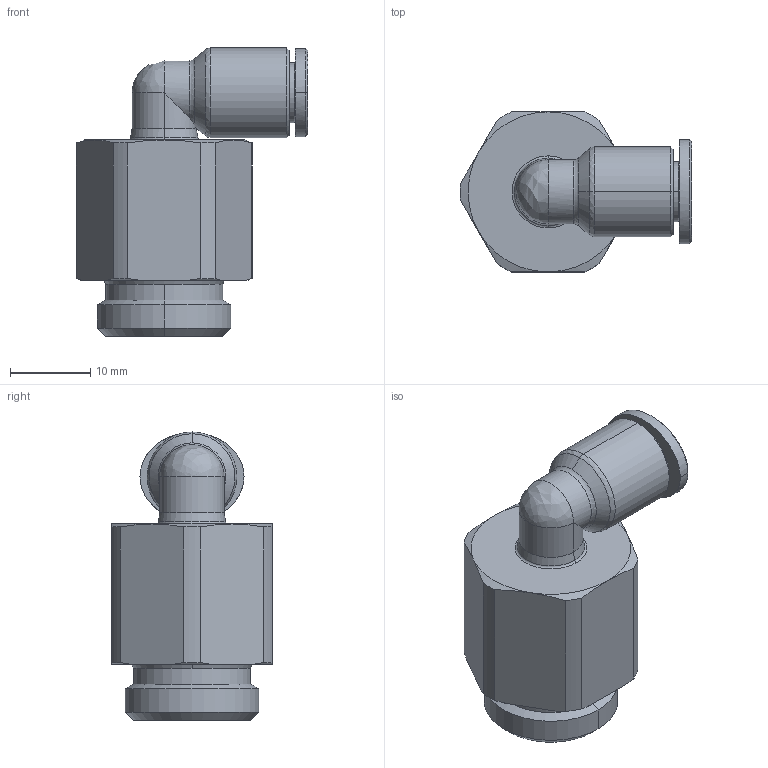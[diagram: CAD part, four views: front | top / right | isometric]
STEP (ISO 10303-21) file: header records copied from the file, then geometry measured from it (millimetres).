
FILE_DESCRIPTION (( 'STEP AP214' ), '1' );
FILE_NAME ('PLL06-G03.stp', '2015-09-11T13:35:49', ( '' ), ( '' ), 'SwSTEP 2.0', 'SolidWorks 2015', '' );
FILE_SCHEMA (( 'AUTOMOTIVE_DESIGN' ));
Length unit declared in the file: millimetre
Products named in the file (2): PLL06-G03; ｦ+ﾃｦ1
Assembly tree (1 placements, depth 2):
  PLL06-G03
    ｦ+ﾃｦ1
Bounding box: 28.94 x 20 x 36 mm (x, y, z)
Volume: 6678.8 mm3; surface area: 4157.1 mm2
Topology: 1 solids, 1 shells, 278 faces, 748 edges, 486 vertices
Faces by surface type: plane 178, bspline 35, cone 32, cylinder 30, torus 3
Entity records: 10569 total; most frequent: CARTESIAN_POINT 3152, ORIENTED_EDGE 1490, DIRECTION 1231, EDGE_CURVE 745, LINE 541, VECTOR 541, VERTEX_POINT 486, AXIS2_PLACEMENT_3D 345
